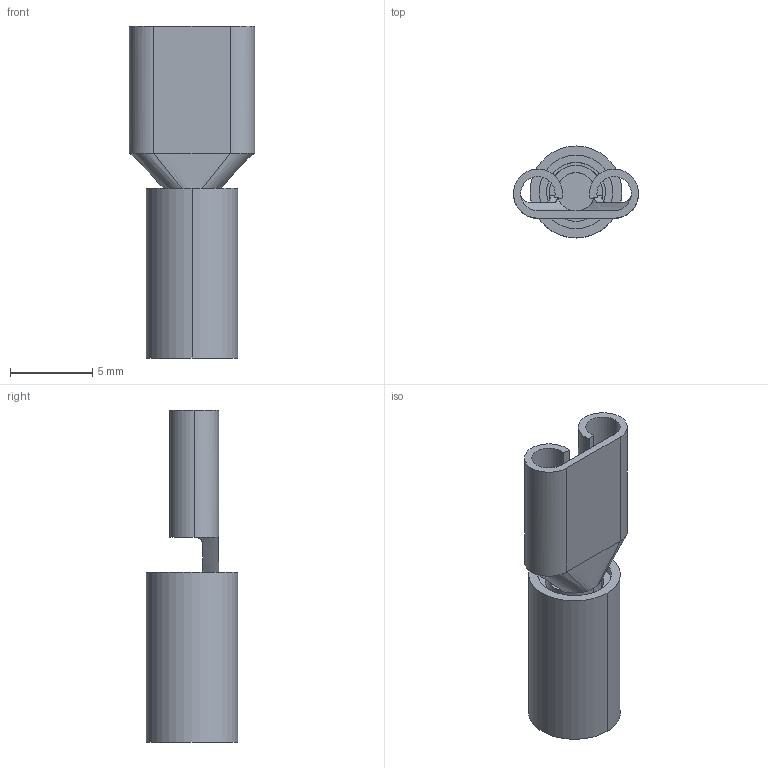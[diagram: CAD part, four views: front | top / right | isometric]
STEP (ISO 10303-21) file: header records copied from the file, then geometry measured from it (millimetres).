
FILE_DESCRIPTION(('STEP AP214'),'1');
FILE_NAME('10500.stp','2017-03-03T10:02:13',('TraceParts'),('TraceParts S.A.'),'Spatial InterOp 3D',' ',' ');
FILE_SCHEMA(('automotive_design'));
Length unit declared in the file: millimetre
Products named in the file (1): 10500
Bounding box: 7.62 x 5.59 x 20.19 mm (x, y, z)
Volume: 264.4 mm3; surface area: 711.3 mm2
Topology: 1 solids, 1 shells, 54 faces, 134 edges, 85 vertices
Faces by surface type: cylinder 28, plane 16, bspline 6, extrusion 2, cone 2
Entity records: 2055 total; most frequent: CARTESIAN_POINT 784, ORIENTED_EDGE 266, DIRECTION 255, EDGE_CURVE 133, AXIS2_PLACEMENT_3D 101, VERTEX_POINT 85, EDGE_LOOP 58, ADVANCED_FACE 54
